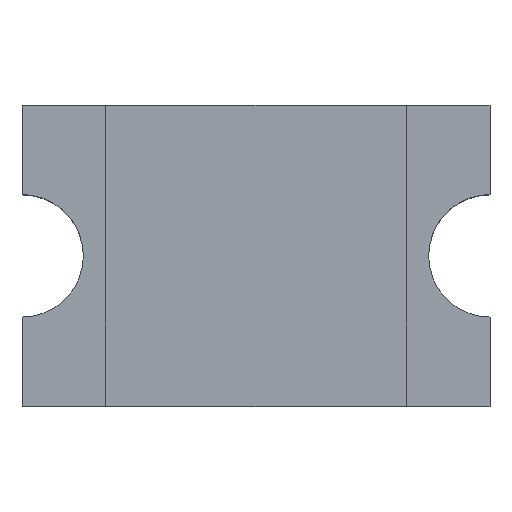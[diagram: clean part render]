
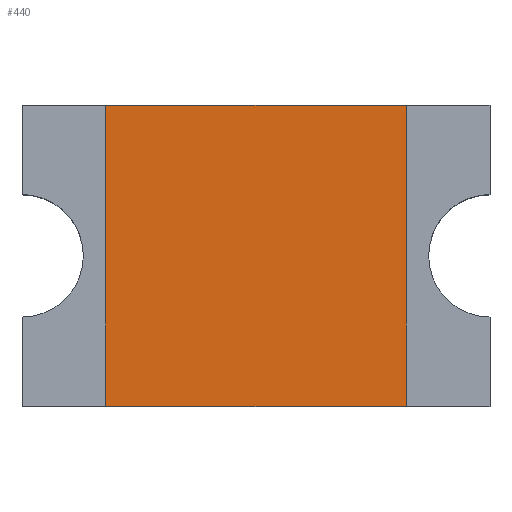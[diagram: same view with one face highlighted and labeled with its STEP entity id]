
A CAD part, top view. The second image highlights one B-rep face of the part: STEP entity #440.
In plain terms, the highlighted planar face has unit normal (0, 0, 1).
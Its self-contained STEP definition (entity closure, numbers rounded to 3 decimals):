
#298=CARTESIAN_POINT('',(-0.675,0.675,1.0));
#299=VERTEX_POINT('',#298);
#300=CARTESIAN_POINT('',(0.675,0.675,1.0));
#301=VERTEX_POINT('',#300);
#302=CARTESIAN_POINT('',(-0.675,0.675,1.0));
#303=DIRECTION('',(1.0,0.0,0.0));
#304=VECTOR('',#303,1.35);
#305=LINE('',#302,#304);
#306=EDGE_CURVE('',#299,#301,#305,.T.);
#338=CARTESIAN_POINT('',(0.675,-0.675,1.0));
#339=VERTEX_POINT('',#338);
#340=CARTESIAN_POINT('',(0.675,0.675,1.0));
#341=DIRECTION('',(0.0,-1.0,0.0));
#342=VECTOR('',#341,1.35);
#343=LINE('',#340,#342);
#344=EDGE_CURVE('',#301,#339,#343,.T.);
#369=CARTESIAN_POINT('',(-0.675,-0.675,1.0));
#370=VERTEX_POINT('',#369);
#371=CARTESIAN_POINT('',(0.675,-0.675,1.0));
#372=DIRECTION('',(-1.0,0.0,0.0));
#373=VECTOR('',#372,1.35);
#374=LINE('',#371,#373);
#375=EDGE_CURVE('',#339,#370,#374,.T.);
#400=CARTESIAN_POINT('',(-0.675,-0.675,1.0));
#401=DIRECTION('',(0.0,1.0,0.0));
#402=VECTOR('',#401,1.35);
#403=LINE('',#400,#402);
#404=EDGE_CURVE('',#370,#299,#403,.T.);
#429=CARTESIAN_POINT('',(0.,0.,1.0));
#430=DIRECTION('',(0.0,0.0,1.0));
#431=DIRECTION('',(1.0,0.0,0.0));
#432=AXIS2_PLACEMENT_3D('',#429,#430,#431);
#433=PLANE('',#432);
#434=ORIENTED_EDGE('',*,*,#306,.F.);
#435=ORIENTED_EDGE('',*,*,#404,.F.);
#436=ORIENTED_EDGE('',*,*,#375,.F.);
#437=ORIENTED_EDGE('',*,*,#344,.F.);
#438=EDGE_LOOP('',(#434,#435,#436,#437));
#439=FACE_OUTER_BOUND('',#438,.T.);
#440=ADVANCED_FACE('',(#439),#433,.T.);
